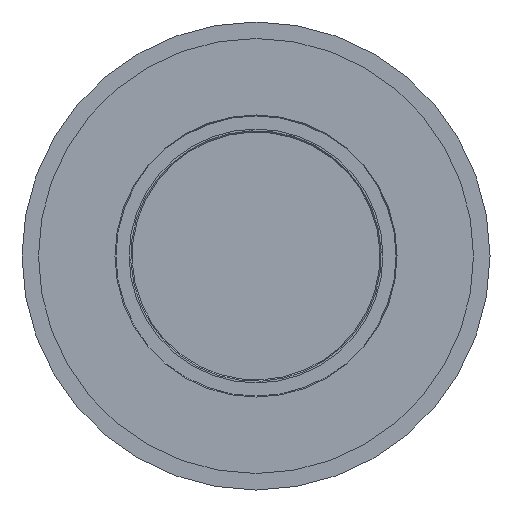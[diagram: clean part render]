
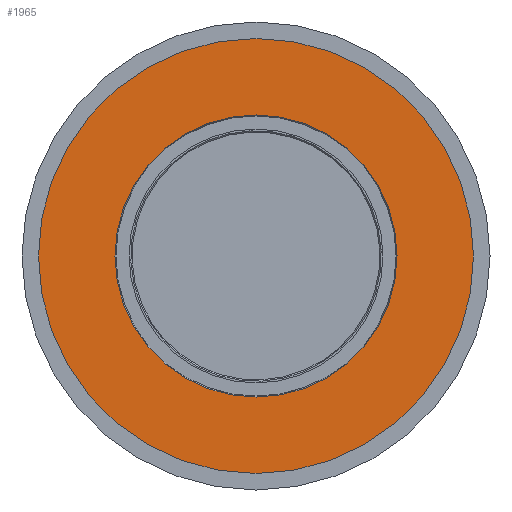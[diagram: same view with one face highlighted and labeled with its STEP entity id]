
A CAD part, left-side view. The second image highlights one B-rep face of the part: STEP entity #1965.
In plain terms, the highlighted planar face has unit normal (-1, 0, 0).
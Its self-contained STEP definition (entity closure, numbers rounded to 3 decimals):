
#1938=CARTESIAN_POINT('',(-25.5,54.394,0.0));
#1939=DIRECTION('',(-1.0,0.0,0.0));
#1940=DIRECTION('',(0.0,0.0,1.0));
#1941=AXIS2_PLACEMENT_3D('',#1938,#1939,#1940);
#1942=PLANE('',#1941);
#1943=CARTESIAN_POINT('',(-25.5,66.0,0.0));
#1944=VERTEX_POINT('',#1943);
#1945=CARTESIAN_POINT('',(-25.5,0.0,0.0));
#1946=DIRECTION('',(1.0,0.0,0.0));
#1947=DIRECTION('',(0.0,1.0,0.0));
#1948=AXIS2_PLACEMENT_3D('',#1945,#1946,#1947);
#1949=CIRCLE('',#1948,66.0);
#1950=EDGE_CURVE('',#1944,#1944,#1949,.T.);
#1951=ORIENTED_EDGE('',*,*,#1950,.F.);
#1952=EDGE_LOOP('',(#1951));
#1953=FACE_OUTER_BOUND('',#1952,.T.);
#1954=CARTESIAN_POINT('',(-25.5,42.789,0.0));
#1955=VERTEX_POINT('',#1954);
#1956=CARTESIAN_POINT('',(-25.5,0.0,0.0));
#1957=DIRECTION('',(1.0,0.0,0.0));
#1958=DIRECTION('',(0.0,1.0,0.0));
#1959=AXIS2_PLACEMENT_3D('',#1956,#1957,#1958);
#1960=CIRCLE('',#1959,42.789);
#1961=EDGE_CURVE('',#1955,#1955,#1960,.T.);
#1962=ORIENTED_EDGE('',*,*,#1961,.T.);
#1963=EDGE_LOOP('',(#1962));
#1964=FACE_BOUND('',#1963,.T.);
#1965=ADVANCED_FACE('',(#1953,#1964),#1942,.T.);
